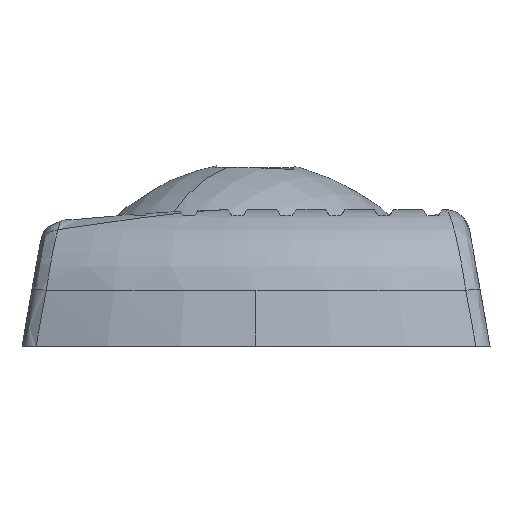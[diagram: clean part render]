
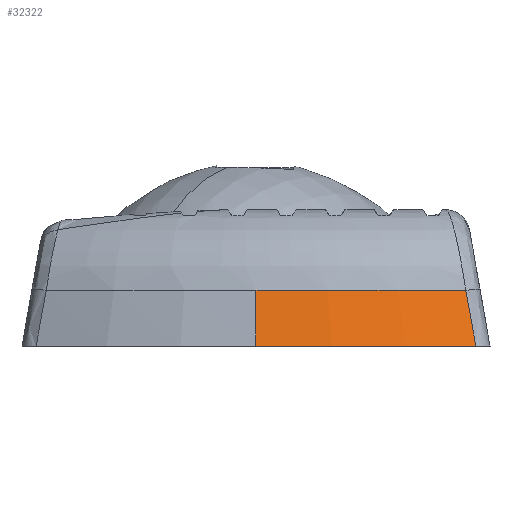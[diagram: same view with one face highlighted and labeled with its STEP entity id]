
A CAD part, left-side view. The second image highlights one B-rep face of the part: STEP entity #32322.
In plain terms, the highlighted conical face has half-angle 10 degrees and reference radius 69.283 mm.
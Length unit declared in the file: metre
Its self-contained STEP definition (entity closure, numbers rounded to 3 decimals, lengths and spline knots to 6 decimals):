
#16402 = VERTEX_POINT ( 'NONE', #30355 ) ;
#16468 = VERTEX_POINT ( 'NONE', #30996 ) ;
#2960 = EDGE_LOOP ( 'NONE', ( #8367, #8639, #8912, #9187 ) ) ;
#4066 = CIRCLE ( 'NONE', #4067, 0.067998 ) ;
#4067 = AXIS2_PLACEMENT_3D ( 'NONE', #4068, #4069, #4070 ) ;
#4068 = CARTESIAN_POINT ( 'NONE',  ( 0.015228, 0., 0.007285 ) ) ;
#4069 = DIRECTION ( 'NONE',  ( 0., 0., -1. ) ) ;
#4070 = DIRECTION ( 'NONE',  ( -1., 0., 0. ) ) ;
#7020 = LINE ( 'NONE', #7021, #7022 ) ;
#7021 = CARTESIAN_POINT ( 'NONE',  ( -0.054055, 0., 0. ) ) ;
#7022 = VECTOR ( 'NONE',  #7023 ,1. ) ;
#7023 = DIRECTION ( 'NONE',  ( -0.174, 0., -0.985 ) ) ;
#7200 = CIRCLE ( 'NONE', #7201, 0.069283 ) ;
#7201 = AXIS2_PLACEMENT_3D ( 'NONE', #7202, #7226, #7227 ) ;
#7202 = CARTESIAN_POINT ( 'NONE',  ( 0.015228, 0., 0. ) ) ;
#7226 = DIRECTION ( 'NONE',  ( 0., 0., 1. ) ) ;
#7227 = DIRECTION ( 'NONE',  ( 1., 0., 0. ) ) ;
#7374 = B_SPLINE_CURVE_WITH_KNOTS ( 'NONE', 3,
 ( #7375, #7376, #7377, #7378 ),
 .UNSPECIFIED., .F., .F.,
 ( 4, 4 ),
 ( 0., 0.007449 ),
 .UNSPECIFIED. ) ;
#7375 = CARTESIAN_POINT ( 'NONE',  ( -0.047855, -0.028646, 0. ) ) ;
#7376 = CARTESIAN_POINT ( 'NONE',  ( -0.047585, -0.028206, 0.002429 ) ) ;
#7377 = CARTESIAN_POINT ( 'NONE',  ( -0.047313, -0.027766, 0.004857 ) ) ;
#7378 = CARTESIAN_POINT ( 'NONE',  ( -0.047038, -0.027325, 0.007285 ) ) ;
#8367 = ORIENTED_EDGE ( 'NONE', *, *, #8504, .T. ) ;
#8504 = EDGE_CURVE ( 'NONE', #16265, #16331, #4066, .T. ) ;
#8639 = ORIENTED_EDGE ( 'NONE', *, *, #8776, .T. ) ;
#8776 = EDGE_CURVE ( 'NONE', #16331, #16402, #7020, .T. ) ;
#8912 = ORIENTED_EDGE ( 'NONE', *, *, #9049, .T. ) ;
#9049 = EDGE_CURVE ( 'NONE', #16402, #16468, #7200, .T. ) ;
#9187 = ORIENTED_EDGE ( 'NONE', *, *, #9323, .T. ) ;
#9323 = EDGE_CURVE ( 'NONE', #16468, #16265, #7374, .T. ) ;
#29874 = FACE_OUTER_BOUND ( 'NONE', #2960, .T. ) ;
#29875 = CONICAL_SURFACE ( 'NONE', #29876, 0.069283, 0.175 ) ;
#29876 = AXIS2_PLACEMENT_3D ( 'NONE', #29894, #29895, #29896 ) ;
#29894 = CARTESIAN_POINT ( 'NONE',  ( 0.015228, 0., 0. ) ) ;
#29895 = DIRECTION ( 'NONE',  ( 0., 0., -1. ) ) ;
#29896 = DIRECTION ( 'NONE',  ( -1., 0., 0. ) ) ;
#30245 = CARTESIAN_POINT ( 'NONE',  ( -0.047038, -0.027325, 0.007285 ) ) ;
#30280 = CARTESIAN_POINT ( 'NONE',  ( -0.05277, 0., 0.007285 ) ) ;
#30355 = CARTESIAN_POINT ( 'NONE',  ( -0.054055, 0., 0. ) ) ;
#30996 = CARTESIAN_POINT ( 'NONE',  ( -0.047855, -0.028646, 0. ) ) ;
#32322 = ADVANCED_FACE ( 'NONE', ( #29874 ), #29875, .T. ) ;
#16265 = VERTEX_POINT ( 'NONE', #30245 ) ;
#16331 = VERTEX_POINT ( 'NONE', #30280 ) ;
